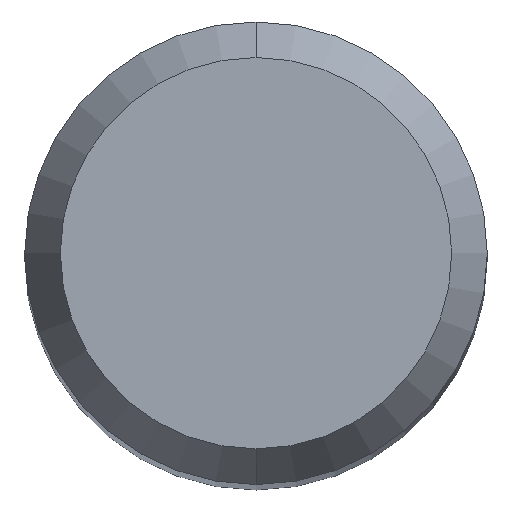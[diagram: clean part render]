
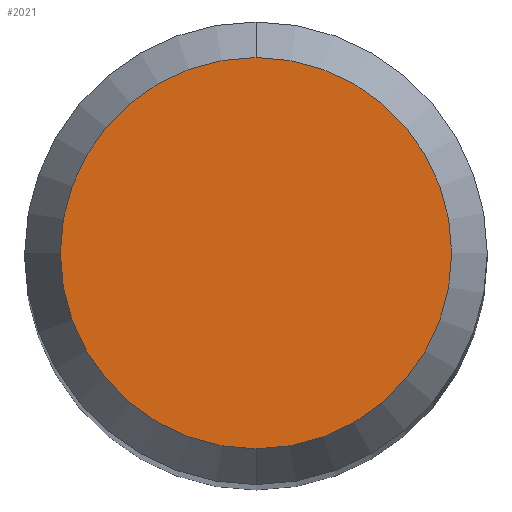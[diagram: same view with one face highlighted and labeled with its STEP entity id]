
A CAD part, top view. The second image highlights one B-rep face of the part: STEP entity #2021.
In plain terms, the highlighted planar face has unit normal (0, 0, 1).
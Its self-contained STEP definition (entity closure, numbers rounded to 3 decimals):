
#705=EDGE_CURVE('',#1339,#787,#2068,.T.);
#787=VERTEX_POINT('',#2156);
#943=EDGE_CURVE('',#787,#1339,#2328,.T.);
#1339=VERTEX_POINT('',#2756);
#2021=ADVANCED_FACE('',(#3504),#3505,.T.);
#2068=CIRCLE('',#3546,2.538);
#2156=CARTESIAN_POINT('',(0.,-2.538,0.0));
#2328=CIRCLE('',#5679,2.538);
#2756=CARTESIAN_POINT('',(0.0,2.538,0.0));
#3504=FACE_OUTER_BOUND('',#16403,.T.);
#3505=PLANE('',#16404);
#3546=AXIS2_PLACEMENT_3D('',#16467,#16468,#16469);
#5679=AXIS2_PLACEMENT_3D('',#16700,#16701,#16702);
#16403=EDGE_LOOP('',(#17781,#17782));
#16404=AXIS2_PLACEMENT_3D('',#17783,#17784,#17785);
#16467=CARTESIAN_POINT('',(0.0,0.0,0.0));
#16468=DIRECTION('',(0.0,0.0,-1.0));
#16469=DIRECTION('',(0.0,1.0,0.0));
#16700=CARTESIAN_POINT('',(0.0,0.0,0.0));
#16701=DIRECTION('',(0.0,0.0,-1.0));
#16702=DIRECTION('',(0.0,1.0,0.0));
#17781=ORIENTED_EDGE('',*,*,#705,.F.);
#17782=ORIENTED_EDGE('',*,*,#943,.F.);
#17783=CARTESIAN_POINT('',(0.0,1.269,0.0));
#17784=DIRECTION('',(-0.0,0.0,1.0));
#17785=DIRECTION('',(0.0,-1.0,0.0));
